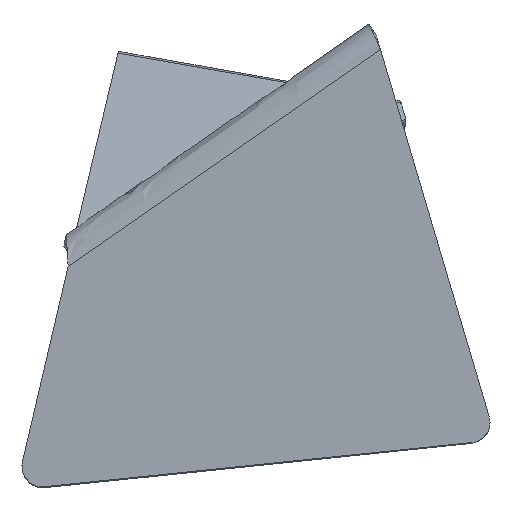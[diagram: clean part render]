
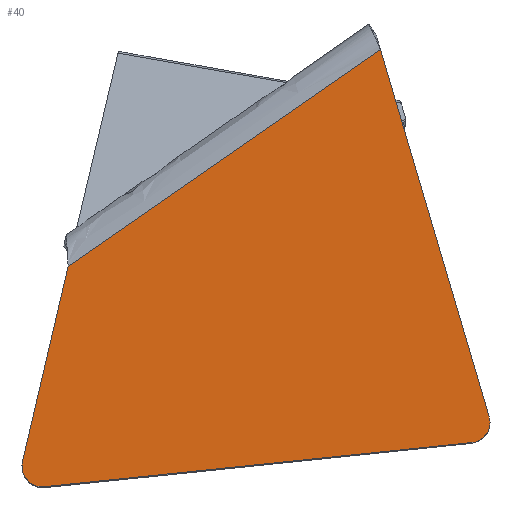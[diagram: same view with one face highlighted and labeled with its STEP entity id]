
A CAD part, top view. The second image highlights one B-rep face of the part: STEP entity #40.
In plain terms, the highlighted free-form (B-spline) face has degree [1, 1] with [2, 2] control points.
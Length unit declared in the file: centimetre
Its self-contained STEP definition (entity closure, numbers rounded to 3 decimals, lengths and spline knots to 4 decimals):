
#40=ADVANCED_FACE($,(#112),#818,.T.);
#112=FACE_OUTER_BOUND($,#184,.T.);
#184=EDGE_LOOP($,(#328,#329,#330,#331,#332,#333));
#328=ORIENTED_EDGE($,*,*,#554,.T.);
#329=ORIENTED_EDGE($,*,*,#553,.T.);
#330=ORIENTED_EDGE($,*,*,#604,.F.);
#331=ORIENTED_EDGE($,*,*,#597,.T.);
#332=ORIENTED_EDGE($,*,*,#593,.T.);
#333=ORIENTED_EDGE($,*,*,#592,.T.);
#553=EDGE_CURVE($,#711,#708,#1021,.T.);
#554=EDGE_CURVE($,#712,#711,#872,.T.);
#592=EDGE_CURVE($,#740,#712,#1029,.T.);
#593=EDGE_CURVE($,#729,#740,#903,.T.);
#597=EDGE_CURVE($,#741,#729,#907,.T.);
#604=EDGE_CURVE($,#741,#708,#914,.T.);
#708=VERTEX_POINT($,#3891);
#711=VERTEX_POINT($,#3894);
#712=VERTEX_POINT($,#3895);
#729=VERTEX_POINT($,#3912);
#740=VERTEX_POINT($,#3923);
#741=VERTEX_POINT($,#3924);
#818=B_SPLINE_SURFACE_WITH_KNOTS($,1,1,((#3476,#3477),(#3478,#3479)),.UNSPECIFIED.,
.F.,.F.,.F.,(2,2),(2,2),(0.,1.),(0.,
1.),.UNSPECIFIED.);
#872=B_SPLINE_CURVE_WITH_KNOTS($,1,(#1138,#1139),.UNSPECIFIED.,.F.,.F.,(2,
2),(0.,1.),.UNSPECIFIED.);
#903=B_SPLINE_CURVE_WITH_KNOTS($,9,(#1601,#1602,#1603,#1604,#1605,#1606,
#1607,#1608,#1609,#1610),.UNSPECIFIED.,.F.,.F.,(10,10),(0.,198.0564),
.UNSPECIFIED.);
#907=B_SPLINE_CURVE_WITH_KNOTS($,1,(#1718,#1719),.UNSPECIFIED.,.F.,.F.,(2,
2),(-1.,0.),.UNSPECIFIED.);
#914=B_SPLINE_CURVE_WITH_KNOTS($,9,(#1817,#1818,#1819,#1820,#1821,#1822,
#1823,#1824,#1825,#1826),.UNSPECIFIED.,.F.,.F.,(10,10),(-401.6144,
-24.0911),.UNSPECIFIED.);
#1021=(
BOUNDED_CURVE()
B_SPLINE_CURVE(2,(#1133,#1134,#1135,#1136,#1137),.UNSPECIFIED.,.F.,.F.)
B_SPLINE_CURVE_WITH_KNOTS((3,2,3),(-1.7558,-0.8779,
0.),.UNSPECIFIED.)
CURVE()
GEOMETRIC_REPRESENTATION_ITEM()
RATIONAL_B_SPLINE_CURVE((1.,0.905,1.,0.905,1.))
REPRESENTATION_ITEM($)
);
#1029=(
BOUNDED_CURVE()
B_SPLINE_CURVE(2,(#1596,#1597,#1598,#1599,#1600),.UNSPECIFIED.,.F.,.F.)
B_SPLINE_CURVE_WITH_KNOTS((3,2,3),(-1.9028,-0.9514,0.),
.UNSPECIFIED.)
CURVE()
GEOMETRIC_REPRESENTATION_ITEM()
RATIONAL_B_SPLINE_CURVE((1.,0.889,1.,0.889,1.))
REPRESENTATION_ITEM($)
);
#1133=CARTESIAN_POINT($,(45.7113,12.9226,54.4019));
#1134=CARTESIAN_POINT($,(46.6453,13.019,54.4023));
#1135=CARTESIAN_POINT($,(47.1678,13.7993,54.4024));
#1136=CARTESIAN_POINT($,(47.6903,14.5795,54.4025));
#1137=CARTESIAN_POINT($,(47.4237,15.4799,54.4022));
#1138=CARTESIAN_POINT($,(3.5656,8.5734,54.3831));
#1139=CARTESIAN_POINT($,(45.7113,12.9226,54.4019));
#1596=CARTESIAN_POINT($,(1.4126,11.0172,54.3816));
#1597=CARTESIAN_POINT($,(1.1785,10.0138,54.3817));
#1598=CARTESIAN_POINT($,(1.8596,9.2407,54.3822));
#1599=CARTESIAN_POINT($,(2.5407,8.4676,54.3826));
#1600=CARTESIAN_POINT($,(3.5656,8.5734,54.3831));
#1601=CARTESIAN_POINT($,(5.912,30.305,54.3796));
#1602=CARTESIAN_POINT($,(5.412,28.1619,54.3798));
#1603=CARTESIAN_POINT($,(4.9121,26.0188,54.3801));
#1604=CARTESIAN_POINT($,(4.4122,23.8757,54.3803));
#1605=CARTESIAN_POINT($,(3.9123,21.7326,54.3805));
#1606=CARTESIAN_POINT($,(3.4123,19.5895,54.3807));
#1607=CARTESIAN_POINT($,(2.9124,17.4464,54.3809));
#1608=CARTESIAN_POINT($,(2.4125,15.3033,54.3811));
#1609=CARTESIAN_POINT($,(1.9125,13.1603,54.3814));
#1610=CARTESIAN_POINT($,(1.4126,11.0172,54.3816));
#1718=CARTESIAN_POINT($,(36.7052,51.6787,54.3896));
#1719=CARTESIAN_POINT($,(5.912,30.305,54.3796));
#1817=CARTESIAN_POINT($,(36.7052,51.6787,54.3896));
#1818=CARTESIAN_POINT($,(37.8961,47.6566,54.391));
#1819=CARTESIAN_POINT($,(39.0871,43.6345,54.3924));
#1820=CARTESIAN_POINT($,(40.278,39.6124,54.3938));
#1821=CARTESIAN_POINT($,(41.469,35.5903,54.3952));
#1822=CARTESIAN_POINT($,(42.6599,31.5683,54.3966));
#1823=CARTESIAN_POINT($,(43.8508,27.5462,54.398));
#1824=CARTESIAN_POINT($,(45.0418,23.5241,54.3994));
#1825=CARTESIAN_POINT($,(46.2327,19.502,54.4008));
#1826=CARTESIAN_POINT($,(47.4237,15.4799,54.4022));
#3476=CARTESIAN_POINT($,(48.1077,13.1699,54.403));
#3477=CARTESIAN_POINT($,(0.7751,8.2854,54.3818));
#3478=CARTESIAN_POINT($,(36.7052,51.6787,54.3896));
#3479=CARTESIAN_POINT($,(5.9118,30.3048,54.3796));
#3891=CARTESIAN_POINT($,(47.4237,15.4799,54.4022));
#3894=CARTESIAN_POINT($,(45.7113,12.9226,54.4019));
#3895=CARTESIAN_POINT($,(3.5656,8.5734,54.3831));
#3912=CARTESIAN_POINT($,(5.912,30.305,54.3796));
#3923=CARTESIAN_POINT($,(1.4126,11.0172,54.3816));
#3924=CARTESIAN_POINT($,(36.7052,51.6787,54.3896));
